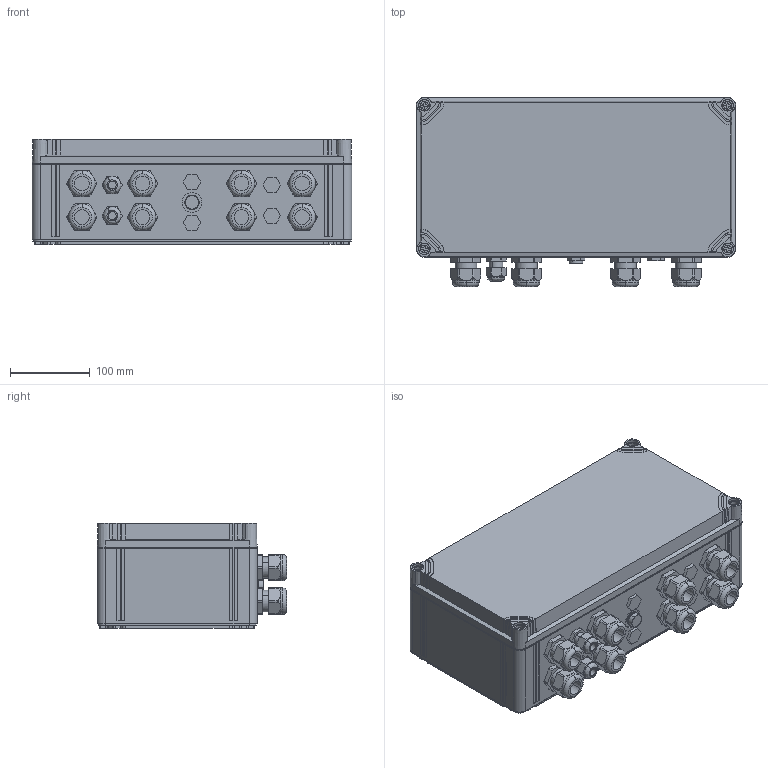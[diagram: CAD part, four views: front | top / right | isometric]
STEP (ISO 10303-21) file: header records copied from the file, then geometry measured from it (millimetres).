
FILE_DESCRIPTION(('CATIA V5 STEP Exchange','CAx-IF Rec.Pracs.--- Model Styling and Organization---1.4--- 2014-01-23'),'2;1');
FILE_NAME ('1467934-3_0', '2023-03-29T06:56:12+00:00', ('none'), ('Weidmueller'), 'CATIA Version 5-6 Release 2016 SP3 HF44', 'CATIA V5 STEP AP214', 'none');
FILE_SCHEMA(('AUTOMOTIVE_DESIGN { 1 0 10303 214 1 1 1 1 }'));
Length unit declared in the file: millimetre
Products named in the file (1): S3D_PVN_3I_3O_2MPP_CG_11
Bounding box: 400 x 237 x 132 mm (x, y, z)
Volume: 10369584.5 mm3; surface area: 583567.1 mm2
Topology: 21 solids, 21 shells, 1107 faces, 3316 edges, 2324 vertices
Faces by surface type: plane 621, cylinder 322, cone 92, extrusion 48, torus 20, bspline 4
Entity records: 38462 total; most frequent: CARTESIAN_POINT 10701, ORIENTED_EDGE 6628, DIRECTION 4062, EDGE_CURVE 3314, VERTEX_POINT 2324, AXIS2_PLACEMENT_3D 1689, VECTOR 1686, LINE 1638
